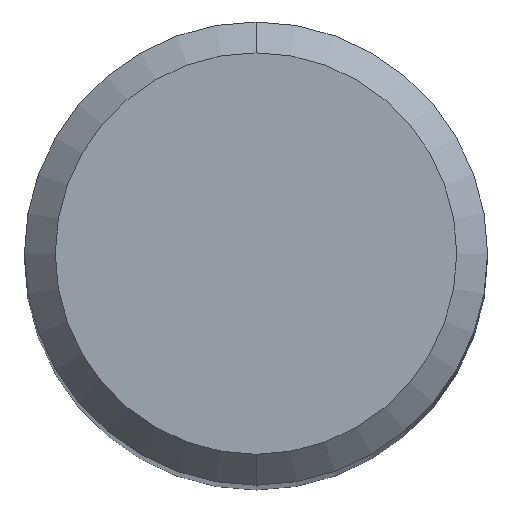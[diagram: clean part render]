
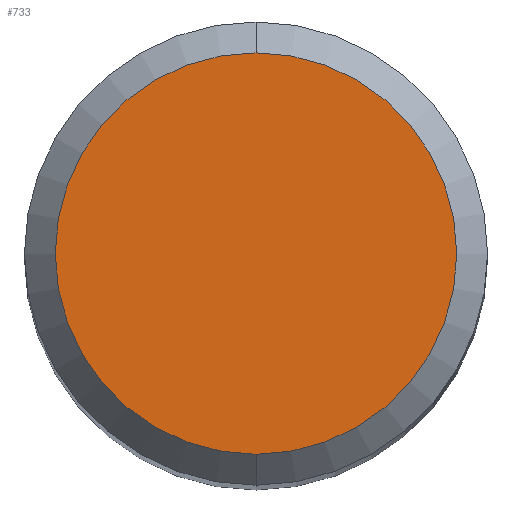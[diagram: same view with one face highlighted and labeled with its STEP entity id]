
A CAD part, top view. The second image highlights one B-rep face of the part: STEP entity #733.
In plain terms, the highlighted planar face has unit normal (0, 0, 1).
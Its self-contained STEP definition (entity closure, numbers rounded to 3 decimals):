
#277=VERTEX_POINT('',#769);
#397=EDGE_CURVE('',#277,#547,#902,.T.);
#491=EDGE_CURVE('',#547,#277,#1004,.T.);
#547=VERTEX_POINT('',#1064);
#733=ADVANCED_FACE('',(#1267),#1268,.T.);
#769=CARTESIAN_POINT('',(0.0,2.6,0.0));
#902=CIRCLE('',#2353,2.6);
#1004=CIRCLE('',#2729,2.6);
#1064=CARTESIAN_POINT('',(0.,-2.6,0.0));
#1267=FACE_OUTER_BOUND('',#5069,.T.);
#1268=PLANE('',#5070);
#2353=AXIS2_PLACEMENT_3D('',#5325,#5326,#5327);
#2729=AXIS2_PLACEMENT_3D('',#5450,#5451,#5452);
#5069=EDGE_LOOP('',(#5742,#5743));
#5070=AXIS2_PLACEMENT_3D('',#5744,#5745,#5746);
#5325=CARTESIAN_POINT('',(0.0,0.0,0.0));
#5326=DIRECTION('',(0.0,0.0,-1.0));
#5327=DIRECTION('',(0.0,1.0,0.0));
#5450=CARTESIAN_POINT('',(0.0,0.0,0.0));
#5451=DIRECTION('',(0.0,0.0,-1.0));
#5452=DIRECTION('',(0.0,1.0,0.0));
#5742=ORIENTED_EDGE('',*,*,#397,.F.);
#5743=ORIENTED_EDGE('',*,*,#491,.F.);
#5744=CARTESIAN_POINT('',(0.0,1.3,0.0));
#5745=DIRECTION('',(-0.0,0.0,1.0));
#5746=DIRECTION('',(0.0,-1.0,0.0));
